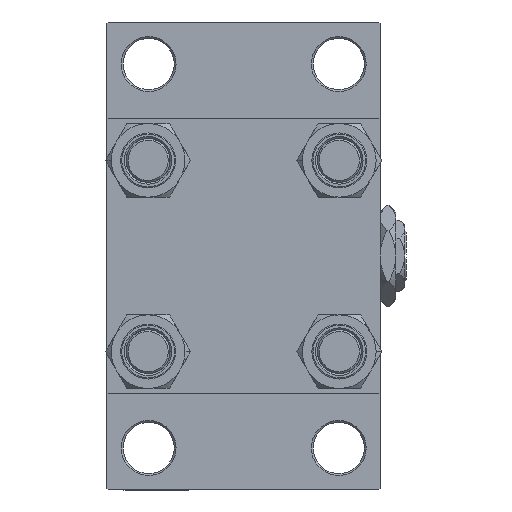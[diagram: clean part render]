
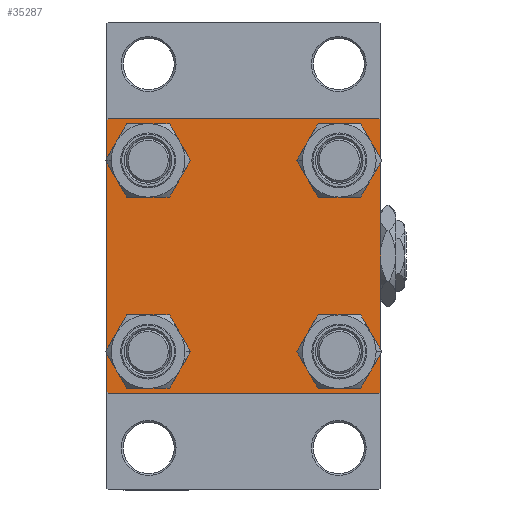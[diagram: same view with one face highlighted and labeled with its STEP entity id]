
A CAD part, left-side view. The second image highlights one B-rep face of the part: STEP entity #35287.
In plain terms, the highlighted planar face has unit normal (-1, 0, 0).
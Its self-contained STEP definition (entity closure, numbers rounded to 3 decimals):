
#665 = DIRECTION ( 'NONE',  ( -1., 0., 0. ) ) ;
#1044 = CIRCLE ( 'NONE', #4262, 6.5 ) ;
#1341 = DIRECTION ( 'NONE',  ( 0., 0., 1. ) ) ;
#1387 = CIRCLE ( 'NONE', #43768, 6.5 ) ;
#1760 = DIRECTION ( 'NONE',  ( 0., 0., 1. ) ) ;
#2126 = EDGE_LOOP ( 'NONE', ( #27945, #17558 ) ) ;
#3177 = EDGE_CURVE ( 'NONE', #20094, #16581, #45433, .T. ) ;
#3267 = EDGE_CURVE ( 'NONE', #40877, #39830, #1044, .T. ) ;
#3329 = CARTESIAN_POINT ( 'NONE',  ( 0., -26.15, -32.65 ) ) ;
#3642 = ORIENTED_EDGE ( 'NONE', *, *, #21730, .T. ) ;
#3985 = CARTESIAN_POINT ( 'NONE',  ( 0., 26.15, 26.15 ) ) ;
#4158 = VECTOR ( 'NONE', #17774, 1000. ) ;
#4262 = AXIS2_PLACEMENT_3D ( 'NONE', #8364, #32127, #1341 ) ;
#4454 = ORIENTED_EDGE ( 'NONE', *, *, #6629, .T. ) ;
#4464 = EDGE_LOOP ( 'NONE', ( #3642, #19028 ) ) ;
#4516 = DIRECTION ( 'NONE',  ( 0., -0.707, -0.707 ) ) ;
#4975 = VERTEX_POINT ( 'NONE', #22292 ) ;
#5636 = VERTEX_POINT ( 'NONE', #12568 ) ;
#5686 = ORIENTED_EDGE ( 'NONE', *, *, #35686, .T. ) ;
#6035 = CARTESIAN_POINT ( 'NONE',  ( 0., 37.5, 37.5 ) ) ;
#6258 = DIRECTION ( 'NONE',  ( 1., 0., 0. ) ) ;
#6629 = EDGE_CURVE ( 'NONE', #20561, #41009, #18998, .T. ) ;
#6792 = LINE ( 'NONE', #22038, #8809 ) ;
#6815 = CIRCLE ( 'NONE', #13192, 6.5 ) ;
#7031 = ORIENTED_EDGE ( 'NONE', *, *, #37110, .T. ) ;
#7067 = CARTESIAN_POINT ( 'NONE',  ( 0., 37.5, -37. ) ) ;
#7377 = CARTESIAN_POINT ( 'NONE',  ( 0., 37., -37.5 ) ) ;
#7537 = LINE ( 'NONE', #11523, #46776 ) ;
#8289 = CARTESIAN_POINT ( 'NONE',  ( 0., 26.15, 26.15 ) ) ;
#8364 = CARTESIAN_POINT ( 'NONE',  ( 0., -26.15, 26.15 ) ) ;
#8809 = VECTOR ( 'NONE', #37325, 1000. ) ;
#9201 = VERTEX_POINT ( 'NONE', #7377 ) ;
#9667 = AXIS2_PLACEMENT_3D ( 'NONE', #11642, #15650, #43159 ) ;
#10283 = CARTESIAN_POINT ( 'NONE',  ( 0., 26.15, 32.65 ) ) ;
#11338 = VERTEX_POINT ( 'NONE', #23522 ) ;
#11415 = VERTEX_POINT ( 'NONE', #24758 ) ;
#11498 = EDGE_CURVE ( 'NONE', #11415, #41640, #32789, .T. ) ;
#11523 = CARTESIAN_POINT ( 'NONE',  ( 0., 37.25, -37.25 ) ) ;
#11642 = CARTESIAN_POINT ( 'NONE',  ( 0., 26.15, -26.15 ) ) ;
#11917 = CARTESIAN_POINT ( 'NONE',  ( 0., 0., 0. ) ) ;
#12055 = AXIS2_PLACEMENT_3D ( 'NONE', #8289, #16767, #16273 ) ;
#12112 = DIRECTION ( 'NONE',  ( 0., 0., 1. ) ) ;
#12568 = CARTESIAN_POINT ( 'NONE',  ( 0., -26.15, -19.65 ) ) ;
#13192 = AXIS2_PLACEMENT_3D ( 'NONE', #3985, #19235, #34520 ) ;
#13232 = VECTOR ( 'NONE', #13862, 1000. ) ;
#13254 = CARTESIAN_POINT ( 'NONE',  ( 0., 37.25, 37.25 ) ) ;
#13657 = EDGE_CURVE ( 'NONE', #11415, #16581, #18394, .T. ) ;
#13862 = DIRECTION ( 'NONE',  ( 0., -1., 0. ) ) ;
#14459 = EDGE_LOOP ( 'NONE', ( #7031, #42159 ) ) ;
#15232 = CIRCLE ( 'NONE', #9667, 6.5 ) ;
#15650 = DIRECTION ( 'NONE',  ( 1., 0., 0. ) ) ;
#15668 = EDGE_LOOP ( 'NONE', ( #5686, #27295, #17534, #4454, #38842, #49086, #31056, #39449 ) ) ;
#16016 = CIRCLE ( 'NONE', #43974, 6.5 ) ;
#16061 = CIRCLE ( 'NONE', #12055, 6.5 ) ;
#16120 = DIRECTION ( 'NONE',  ( 1., 0., 0. ) ) ;
#16162 = FACE_OUTER_BOUND ( 'NONE', #15668, .T. ) ;
#16273 = DIRECTION ( 'NONE',  ( 0., 0., 1. ) ) ;
#16581 = VERTEX_POINT ( 'NONE', #22389 ) ;
#16763 = CARTESIAN_POINT ( 'NONE',  ( 0., 26.15, -26.15 ) ) ;
#16767 = DIRECTION ( 'NONE',  ( 1., 0., 0. ) ) ;
#17424 = CARTESIAN_POINT ( 'NONE',  ( 0., -37.5, 37. ) ) ;
#17457 = CARTESIAN_POINT ( 'NONE',  ( 0., -37., -37.5 ) ) ;
#17534 = ORIENTED_EDGE ( 'NONE', *, *, #43606, .T. ) ;
#17558 = ORIENTED_EDGE ( 'NONE', *, *, #29486, .T. ) ;
#17774 = DIRECTION ( 'NONE',  ( 0., 0., -1. ) ) ;
#18076 = VECTOR ( 'NONE', #40951, 1000. ) ;
#18183 = CARTESIAN_POINT ( 'NONE',  ( 0., 37.5, 37. ) ) ;
#18259 = DIRECTION ( 'NONE',  ( 0., -0.707, 0.707 ) ) ;
#18384 = CARTESIAN_POINT ( 'NONE',  ( 0., -37.25, 37.25 ) ) ;
#18394 = LINE ( 'NONE', #33680, #18076 ) ;
#18998 = LINE ( 'NONE', #22263, #21149 ) ;
#19028 = ORIENTED_EDGE ( 'NONE', *, *, #3267, .T. ) ;
#19220 = ORIENTED_EDGE ( 'NONE', *, *, #48022, .T. ) ;
#19235 = DIRECTION ( 'NONE',  ( 1., 0., 0. ) ) ;
#19427 = FACE_BOUND ( 'NONE', #4464, .T. ) ;
#20094 = VERTEX_POINT ( 'NONE', #17424 ) ;
#20561 = VERTEX_POINT ( 'NONE', #17457 ) ;
#21149 = VECTOR ( 'NONE', #18259, 1000. ) ;
#21730 = EDGE_CURVE ( 'NONE', #39830, #40877, #1387, .T. ) ;
#21767 = LINE ( 'NONE', #6035, #4158 ) ;
#21844 = LINE ( 'NONE', #48147, #13232 ) ;
#22038 = CARTESIAN_POINT ( 'NONE',  ( 0., -37.5, 37.5 ) ) ;
#22263 = CARTESIAN_POINT ( 'NONE',  ( 0., -37.25, -37.25 ) ) ;
#22292 = CARTESIAN_POINT ( 'NONE',  ( 0., 26.15, 19.65 ) ) ;
#22389 = CARTESIAN_POINT ( 'NONE',  ( 0., -37., 37.5 ) ) ;
#22592 = AXIS2_PLACEMENT_3D ( 'NONE', #37013, #33261, #36763 ) ;
#22687 = AXIS2_PLACEMENT_3D ( 'NONE', #39149, #16120, #12112 ) ;
#22806 = ORIENTED_EDGE ( 'NONE', *, *, #43317, .T. ) ;
#23522 = CARTESIAN_POINT ( 'NONE',  ( 0., 26.15, -19.65 ) ) ;
#24260 = DIRECTION ( 'NONE',  ( 0., 0.707, -0.707 ) ) ;
#24758 = CARTESIAN_POINT ( 'NONE',  ( 0., 37., 37.5 ) ) ;
#25092 = CIRCLE ( 'NONE', #22687, 6.5 ) ;
#25765 = CIRCLE ( 'NONE', #22592, 6.5 ) ;
#26368 = CARTESIAN_POINT ( 'NONE',  ( 0., -37.5, -37. ) ) ;
#27295 = ORIENTED_EDGE ( 'NONE', *, *, #45777, .T. ) ;
#27806 = VERTEX_POINT ( 'NONE', #31460 ) ;
#27945 = ORIENTED_EDGE ( 'NONE', *, *, #31922, .T. ) ;
#28534 = EDGE_CURVE ( 'NONE', #20094, #41009, #6792, .T. ) ;
#29381 = DIRECTION ( 'NONE',  ( 0., 0., 1. ) ) ;
#29486 = EDGE_CURVE ( 'NONE', #27806, #11338, #15232, .T. ) ;
#30953 = PLANE ( 'NONE',  #48075 ) ;
#31056 = ORIENTED_EDGE ( 'NONE', *, *, #13657, .F. ) ;
#31447 = VECTOR ( 'NONE', #37670, 1000. ) ;
#31460 = CARTESIAN_POINT ( 'NONE',  ( 0., 26.15, -32.65 ) ) ;
#31922 = EDGE_CURVE ( 'NONE', #11338, #27806, #16016, .T. ) ;
#32127 = DIRECTION ( 'NONE',  ( 1., 0., 0. ) ) ;
#32303 = VERTEX_POINT ( 'NONE', #7067 ) ;
#32789 = LINE ( 'NONE', #13254, #34889 ) ;
#33261 = DIRECTION ( 'NONE',  ( 1., 0., 0. ) ) ;
#33384 = DIRECTION ( 'NONE',  ( 1., 0., 0. ) ) ;
#33680 = CARTESIAN_POINT ( 'NONE',  ( 0., 37.5, 37.5 ) ) ;
#34460 = DIRECTION ( 'NONE',  ( 0., 0., 1. ) ) ;
#34520 = DIRECTION ( 'NONE',  ( 0., 0., 1. ) ) ;
#34707 = FACE_BOUND ( 'NONE', #41797, .T. ) ;
#34715 = VERTEX_POINT ( 'NONE', #3329 ) ;
#34889 = VECTOR ( 'NONE', #24260, 1000. ) ;
#34955 = FACE_BOUND ( 'NONE', #14459, .T. ) ;
#35287 = ADVANCED_FACE ( 'NONE', ( #19427, #34955, #35433, #34707, #16162 ), #30953, .T. ) ;
#35433 = FACE_BOUND ( 'NONE', #2126, .T. ) ;
#35686 = EDGE_CURVE ( 'NONE', #41640, #32303, #21767, .T. ) ;
#36453 = CARTESIAN_POINT ( 'NONE',  ( 0., -26.15, 32.65 ) ) ;
#36763 = DIRECTION ( 'NONE',  ( 0., 0., 1. ) ) ;
#37013 = CARTESIAN_POINT ( 'NONE',  ( 0., -26.15, -26.15 ) ) ;
#37110 = EDGE_CURVE ( 'NONE', #5636, #34715, #25765, .T. ) ;
#37325 = DIRECTION ( 'NONE',  ( 0., 0., -1. ) ) ;
#37670 = DIRECTION ( 'NONE',  ( 0., 0.707, 0.707 ) ) ;
#38842 = ORIENTED_EDGE ( 'NONE', *, *, #28534, .F. ) ;
#39149 = CARTESIAN_POINT ( 'NONE',  ( 0., -26.15, -26.15 ) ) ;
#39449 = ORIENTED_EDGE ( 'NONE', *, *, #11498, .T. ) ;
#39830 = VERTEX_POINT ( 'NONE', #36453 ) ;
#40116 = EDGE_CURVE ( 'NONE', #34715, #5636, #25092, .T. ) ;
#40877 = VERTEX_POINT ( 'NONE', #47630 ) ;
#40951 = DIRECTION ( 'NONE',  ( 0., -1., 0. ) ) ;
#41009 = VERTEX_POINT ( 'NONE', #26368 ) ;
#41382 = CARTESIAN_POINT ( 'NONE',  ( 0., -26.15, 26.15 ) ) ;
#41640 = VERTEX_POINT ( 'NONE', #18183 ) ;
#41797 = EDGE_LOOP ( 'NONE', ( #22806, #19220 ) ) ;
#42159 = ORIENTED_EDGE ( 'NONE', *, *, #40116, .T. ) ;
#43159 = DIRECTION ( 'NONE',  ( 0., 0., 1. ) ) ;
#43317 = EDGE_CURVE ( 'NONE', #43829, #4975, #6815, .T. ) ;
#43606 = EDGE_CURVE ( 'NONE', #9201, #20561, #21844, .T. ) ;
#43768 = AXIS2_PLACEMENT_3D ( 'NONE', #41382, #33384, #29381 ) ;
#43829 = VERTEX_POINT ( 'NONE', #10283 ) ;
#43974 = AXIS2_PLACEMENT_3D ( 'NONE', #16763, #6258, #1760 ) ;
#45433 = LINE ( 'NONE', #18384, #31447 ) ;
#45777 = EDGE_CURVE ( 'NONE', #32303, #9201, #7537, .T. ) ;
#46776 = VECTOR ( 'NONE', #4516, 1000. ) ;
#47630 = CARTESIAN_POINT ( 'NONE',  ( 0., -26.15, 19.65 ) ) ;
#48022 = EDGE_CURVE ( 'NONE', #4975, #43829, #16061, .T. ) ;
#48075 = AXIS2_PLACEMENT_3D ( 'NONE', #11917, #665, #34460 ) ;
#48147 = CARTESIAN_POINT ( 'NONE',  ( 0., 37.5, -37.5 ) ) ;
#49086 = ORIENTED_EDGE ( 'NONE', *, *, #3177, .T. ) ;
